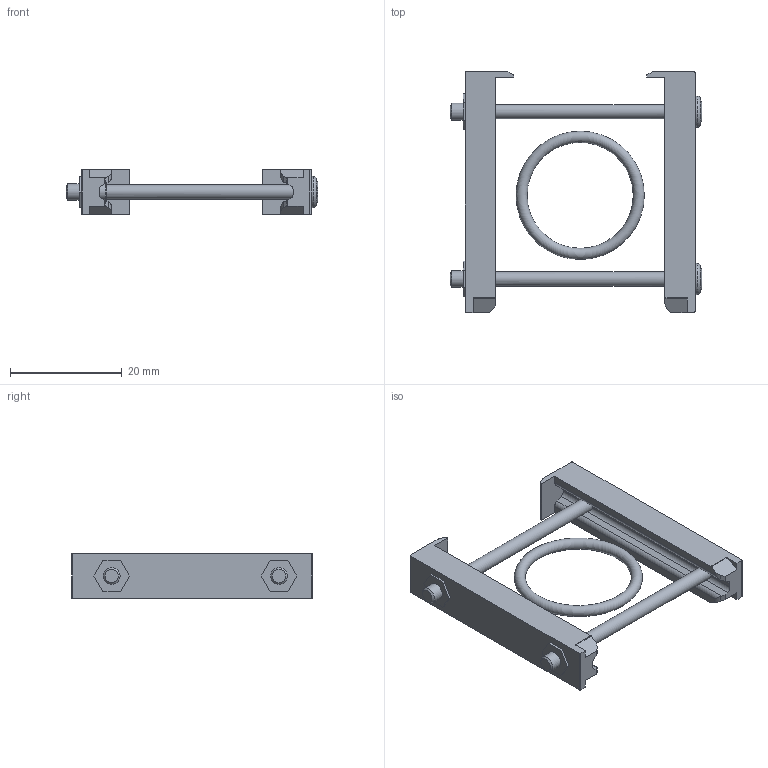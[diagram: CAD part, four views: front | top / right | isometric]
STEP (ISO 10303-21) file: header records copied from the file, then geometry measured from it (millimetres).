
FILE_DESCRIPTION(/* description */ ('STEP AP214'),/* implementation_level */ '2;1');
FILE_NAME(/* name */ '8176695_MS4-MV1-F1A',/* time_stamp */ '2024-09-09T19:46:00+02:00',/* author */ ('License CC BY-ND 4.0'),/* organization */ ('CADENAS'),/* preprocessor_version */ 'ST-DEVELOPER v19.3',/* originating_system */ 'PARTsolutions',/* authorisation */ ' ');
FILE_SCHEMA (('AUTOMOTIVE_DESIGN {1 0 10303 214 3 1 1}'));
Length unit declared in the file: millimetre
Products named in the file (4): 8176695 MS4-MV1-F1A---(high); 8092760 MS4-MV-B---(42.7_high_m); 228525 B-19x2-N-NBR70; 8116179 MS4-MV-B---(0_high_m)
Assembly tree (3 placements, depth 2):
  8176695 MS4-MV1-F1A---(high)
    8092760 MS4-MV-B---(42.7_high_m)
    228525 B-19x2-N-NBR70
    8116179 MS4-MV-B---(0_high_m)
Bounding box: 45.1 x 43.2 x 8 mm (x, y, z)
Volume: 3839.4 mm3; surface area: 4041.6 mm2
Topology: 3 solids, 3 shells, 141 faces, 372 edges, 243 vertices
Faces by surface type: plane 82, cylinder 46, cone 10, torus 3
Full cylindrical faces by diameter (mm): 2.459 x2, 2.55 x2, 3 x2, 3.5 x2, 5.6 x2, 6.1 x2
Entity records: 5286 total; most frequent: CARTESIAN_POINT 806, DIRECTION 706, ORIENTED_EDGE 684, EDGE_CURVE 342, AXIS2_PLACEMENT_3D 243, VERTEX_POINT 239, LINE 220, VECTOR 220
